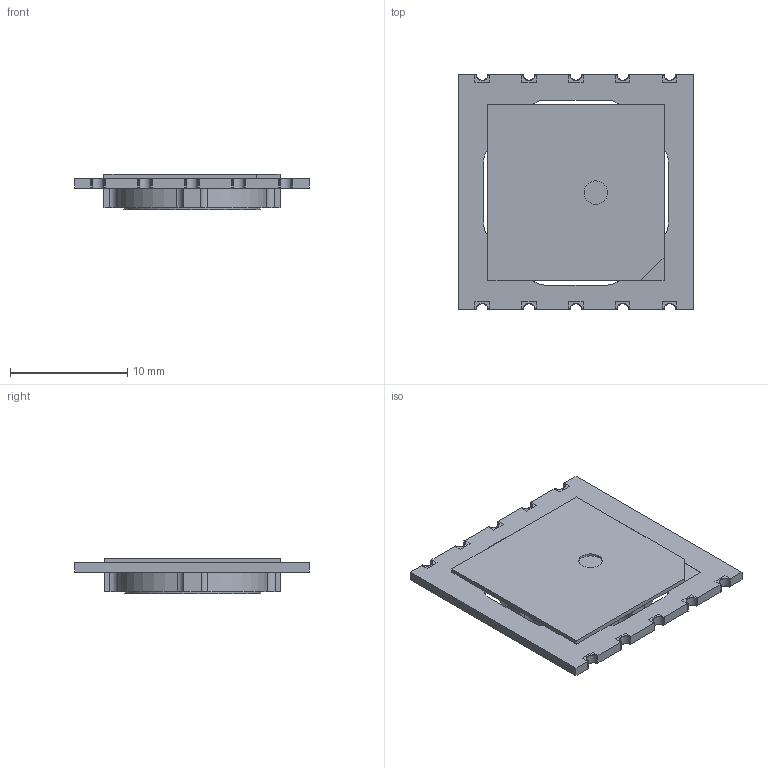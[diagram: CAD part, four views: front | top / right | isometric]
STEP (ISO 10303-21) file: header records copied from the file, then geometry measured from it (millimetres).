
FILE_DESCRIPTION(('HOOPS Exchange Step'),'2;1');
FILE_NAME('temp_export','2021-02-22T13:57:27-05:00',('mobile'),('Shapr3D Limited'),'HOOPS Exchange 2020.2','Shapr3D','Authorized');
FILE_SCHEMA( ('AP203_CONFIGURATION_CONTROLLED_3D_DESIGN_OF_MECHANICAL_PARTS_AND_ASSEMBLIES_MIM_LF') );
Length unit declared in the file: millimetre
Products named in the file (4): 0; A7E6B50F-BB40-4370-939E-C601973022C5.tmp
Assembly tree (3 placements, depth 2):
  A7E6B50F-BB40-4370-939E-C601973022C5.tmp
    0
    0
    0
Bounding box: 20 x 20.01 x 3.01 mm (x, y, z)
Volume: 611.7 mm3; surface area: 1352.8 mm2
Topology: 12 solids, 12 shells, 173 faces, 452 edges, 299 vertices
Faces by surface type: plane 122, cylinder 51
Full cylindrical faces by diameter (mm): 2 x1, 11.588 x1
Entity records: 5487 total; most frequent: CARTESIAN_POINT 931, DIRECTION 923, ORIENTED_EDGE 904, EDGE_CURVE 452, VECTOR 341, LINE 341, VERTEX_POINT 299, AXIS2_PLACEMENT_3D 291
